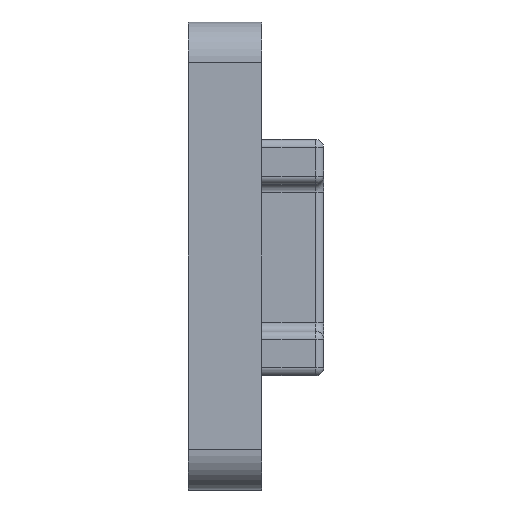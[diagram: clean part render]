
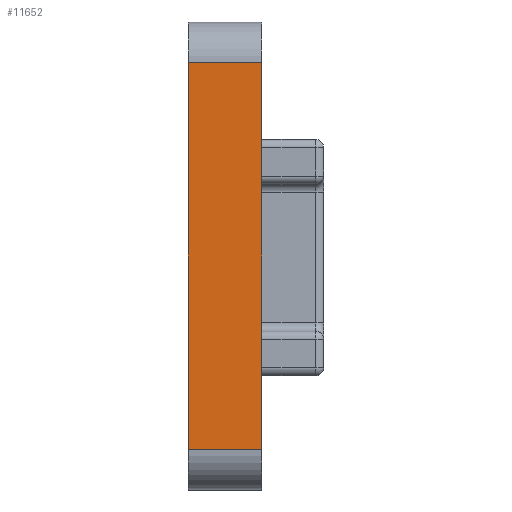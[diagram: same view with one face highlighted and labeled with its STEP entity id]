
A CAD part, front view. The second image highlights one B-rep face of the part: STEP entity #11652.
In plain terms, the highlighted planar face has unit normal (0, -1, 0).
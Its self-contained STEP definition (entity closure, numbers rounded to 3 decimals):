
#272 = DIRECTION ( 'NONE',  ( 0., 1., 0. ) ) ;
#755 = DIRECTION ( 'NONE',  ( 0., 0., -1. ) ) ;
#901 = ORIENTED_EDGE ( 'NONE', *, *, #9903, .T. ) ;
#2469 = CARTESIAN_POINT ( 'NONE',  ( 2.25, -18.65, 11.85 ) ) ;
#2761 = DIRECTION ( 'NONE',  ( 1., 0., 0. ) ) ;
#3730 = VECTOR ( 'NONE', #2761, 1000. ) ;
#4082 = PLANE ( 'NONE',  #21367 ) ;
#4593 = ORIENTED_EDGE ( 'NONE', *, *, #10611, .T. ) ;
#6827 = VERTEX_POINT ( 'NONE', #22342 ) ;
#7004 = CARTESIAN_POINT ( 'NONE',  ( -2.25, -18.65, 11.85 ) ) ;
#7017 = EDGE_CURVE ( 'NONE', #10747, #24711, #17153, .T. ) ;
#7061 = LINE ( 'NONE', #12133, #23433 ) ;
#7560 = ORIENTED_EDGE ( 'NONE', *, *, #7017, .T. ) ;
#8548 = FACE_OUTER_BOUND ( 'NONE', #9628, .T. ) ;
#9628 = EDGE_LOOP ( 'NONE', ( #4593, #901, #14109, #7560 ) ) ;
#9903 = EDGE_CURVE ( 'NONE', #6827, #19079, #24339, .T. ) ;
#10320 = DIRECTION ( 'NONE',  ( 0., 0., -1. ) ) ;
#10611 = EDGE_CURVE ( 'NONE', #24711, #6827, #7061, .T. ) ;
#10747 = VERTEX_POINT ( 'NONE', #2469 ) ;
#10972 = LINE ( 'NONE', #14459, #16154 ) ;
#11188 = EDGE_CURVE ( 'NONE', #10747, #19079, #10972, .T. ) ;
#11652 = ADVANCED_FACE ( 'NONE', ( #8548 ), #4082, .F. ) ;
#11784 = CARTESIAN_POINT ( 'NONE',  ( 2.25, -18.65, 14.35 ) ) ;
#12133 = CARTESIAN_POINT ( 'NONE',  ( -2.25, -18.65, 14.35 ) ) ;
#12930 = CARTESIAN_POINT ( 'NONE',  ( 2.25, -18.65, 11.85 ) ) ;
#14109 = ORIENTED_EDGE ( 'NONE', *, *, #11188, .F. ) ;
#14459 = CARTESIAN_POINT ( 'NONE',  ( 2.25, -18.65, 14.35 ) ) ;
#14890 = DIRECTION ( 'NONE',  ( -1., 0., 0. ) ) ;
#16154 = VECTOR ( 'NONE', #10320, 1000. ) ;
#17153 = LINE ( 'NONE', #12930, #20757 ) ;
#19079 = VERTEX_POINT ( 'NONE', #21077 ) ;
#20276 = CARTESIAN_POINT ( 'NONE',  ( 2.25, -18.65, -11.85 ) ) ;
#20757 = VECTOR ( 'NONE', #14890, 1000. ) ;
#21077 = CARTESIAN_POINT ( 'NONE',  ( 2.25, -18.65, -11.85 ) ) ;
#21273 = DIRECTION ( 'NONE',  ( 0., 0., 1. ) ) ;
#21367 = AXIS2_PLACEMENT_3D ( 'NONE', #11784, #272, #21273 ) ;
#22342 = CARTESIAN_POINT ( 'NONE',  ( -2.25, -18.65, -11.85 ) ) ;
#23433 = VECTOR ( 'NONE', #755, 1000. ) ;
#24339 = LINE ( 'NONE', #20276, #3730 ) ;
#24711 = VERTEX_POINT ( 'NONE', #7004 ) ;
